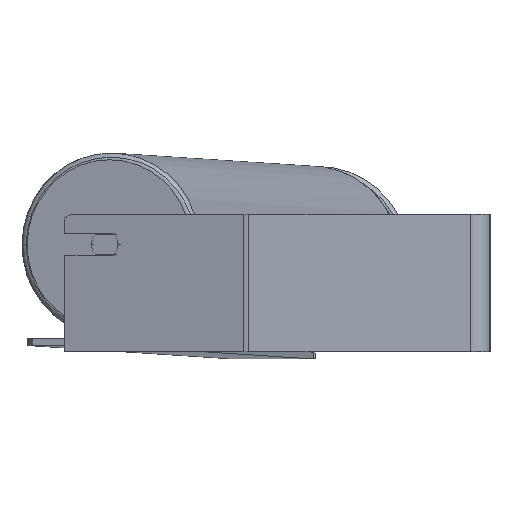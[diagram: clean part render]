
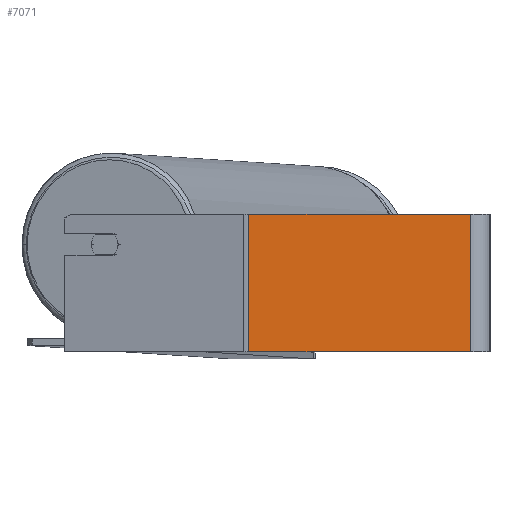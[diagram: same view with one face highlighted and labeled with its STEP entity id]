
A CAD part, left-side view. The second image highlights one B-rep face of the part: STEP entity #7071.
In plain terms, the highlighted planar face has unit normal (-1, 0, 0).
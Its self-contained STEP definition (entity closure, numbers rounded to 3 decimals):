
#71 = EDGE_CURVE ( 'NONE', #6899, #3967, #1533, .T. ) ;
#98 = CARTESIAN_POINT ( 'NONE',  ( -910., 14., 50. ) ) ;
#293 = LINE ( 'NONE', #9095, #1921 ) ;
#791 = AXIS2_PLACEMENT_3D ( 'NONE', #2306, #5321, #4702 ) ;
#900 = PLANE ( 'NONE',  #791 ) ;
#1533 = LINE ( 'NONE', #98, #3196 ) ;
#1921 = VECTOR ( 'NONE', #8212, 1000. ) ;
#2306 = CARTESIAN_POINT ( 'NONE',  ( -910., 176.676, 50. ) ) ;
#2361 = CARTESIAN_POINT ( 'NONE',  ( -910., 174.832, -50. ) ) ;
#2574 = EDGE_CURVE ( 'NONE', #7127, #6899, #293, .T. ) ;
#3183 = DIRECTION ( 'NONE',  ( 0., 0., -1. ) ) ;
#3196 = VECTOR ( 'NONE', #3183, 1000. ) ;
#3423 = ORIENTED_EDGE ( 'NONE', *, *, #4929, .T. ) ;
#3730 = CARTESIAN_POINT ( 'NONE',  ( -910., 14., -50. ) ) ;
#3885 = CARTESIAN_POINT ( 'NONE',  ( -910., 174.832, 50. ) ) ;
#3967 = VERTEX_POINT ( 'NONE', #3730 ) ;
#4702 = DIRECTION ( 'NONE',  ( 0., 0., -1. ) ) ;
#4733 = LINE ( 'NONE', #8972, #9249 ) ;
#4929 = EDGE_CURVE ( 'NONE', #5462, #3967, #6443, .T. ) ;
#5321 = DIRECTION ( 'NONE',  ( 1., 0., 0. ) ) ;
#5462 = VERTEX_POINT ( 'NONE', #2361 ) ;
#5861 = ORIENTED_EDGE ( 'NONE', *, *, #71, .F. ) ;
#6443 = LINE ( 'NONE', #8631, #8929 ) ;
#6784 = EDGE_LOOP ( 'NONE', ( #3423, #5861, #8010, #7397 ) ) ;
#6899 = VERTEX_POINT ( 'NONE', #9309 ) ;
#7071 = ADVANCED_FACE ( 'NONE', ( #8242 ), #900, .F. ) ;
#7127 = VERTEX_POINT ( 'NONE', #3885 ) ;
#7397 = ORIENTED_EDGE ( 'NONE', *, *, #7493, .T. ) ;
#7493 = EDGE_CURVE ( 'NONE', #7127, #5462, #4733, .T. ) ;
#7605 = DIRECTION ( 'NONE',  ( 0., 0., -1. ) ) ;
#8010 = ORIENTED_EDGE ( 'NONE', *, *, #2574, .F. ) ;
#8212 = DIRECTION ( 'NONE',  ( 0., -1., 0. ) ) ;
#8242 = FACE_OUTER_BOUND ( 'NONE', #6784, .T. ) ;
#8631 = CARTESIAN_POINT ( 'NONE',  ( -910., 176.676, -50. ) ) ;
#8681 = DIRECTION ( 'NONE',  ( 0., -1., 0. ) ) ;
#8929 = VECTOR ( 'NONE', #8681, 1000. ) ;
#8972 = CARTESIAN_POINT ( 'NONE',  ( -910., 174.832, 50. ) ) ;
#9095 = CARTESIAN_POINT ( 'NONE',  ( -910., 176.676, 50. ) ) ;
#9249 = VECTOR ( 'NONE', #7605, 1000. ) ;
#9309 = CARTESIAN_POINT ( 'NONE',  ( -910., 14., 50. ) ) ;
